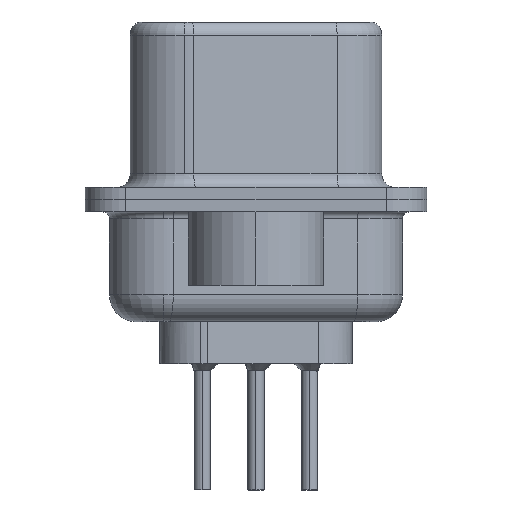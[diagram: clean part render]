
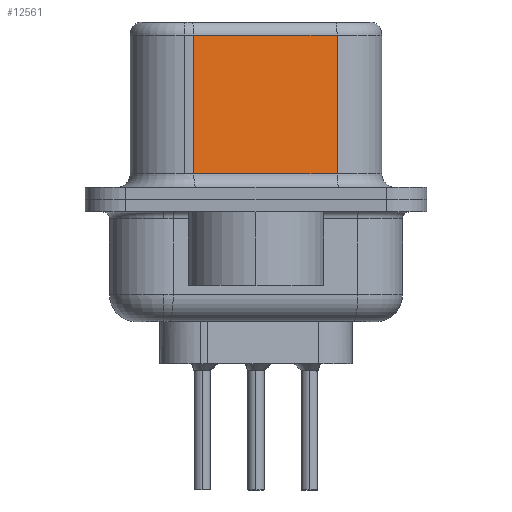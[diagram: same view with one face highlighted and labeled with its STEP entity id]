
A CAD part, left-side view. The second image highlights one B-rep face of the part: STEP entity #12561.
In plain terms, the highlighted planar face has unit normal (-0.985, -0.174, 0).
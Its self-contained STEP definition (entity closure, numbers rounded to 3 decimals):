
#53 = FACE_OUTER_BOUND ( 'NONE', #19424, .T. ) ;
#66 = EDGE_CURVE ( 'NONE', #20220, #18041, #6768, .T. ) ;
#2429 = DIRECTION ( 'NONE',  ( -0.174, 0.985, 0. ) ) ;
#3297 = ORIENTED_EDGE ( 'NONE', *, *, #16603, .T. ) ;
#4685 = CARTESIAN_POINT ( 'NONE',  ( 4.546, -2.987, 6.57 ) ) ;
#6768 = LINE ( 'NONE', #4685, #10905 ) ;
#6812 = CARTESIAN_POINT ( 'NONE',  ( 3.615, 2.293, 6.07 ) ) ;
#7600 = AXIS2_PLACEMENT_3D ( 'NONE', #14873, #8578, #2429 ) ;
#7642 = EDGE_CURVE ( 'NONE', #12927, #21731, #22269, .T. ) ;
#8295 = PLANE ( 'NONE',  #7600 ) ;
#8578 = DIRECTION ( 'NONE',  ( 0.985, 0.174, 0. ) ) ;
#8598 = CARTESIAN_POINT ( 'NONE',  ( 4.546, -2.987, 0.95 ) ) ;
#9351 = DIRECTION ( 'NONE',  ( 0., 0., -1. ) ) ;
#9979 = EDGE_CURVE ( 'NONE', #20220, #12927, #15238, .T. ) ;
#10878 = ORIENTED_EDGE ( 'NONE', *, *, #9979, .T. ) ;
#10905 = VECTOR ( 'NONE', #13223, 1000. ) ;
#12561 = ADVANCED_FACE ( 'NONE', ( #53 ), #8295, .F. ) ;
#12927 = VERTEX_POINT ( 'NONE', #6812 ) ;
#13081 = LINE ( 'NONE', #8598, #14971 ) ;
#13223 = DIRECTION ( 'NONE',  ( 0., 0., -1. ) ) ;
#14873 = CARTESIAN_POINT ( 'NONE',  ( 4.546, -2.987, 6.57 ) ) ;
#14971 = VECTOR ( 'NONE', #17104, 1000. ) ;
#15238 = LINE ( 'NONE', #16902, #24015 ) ;
#15611 = CARTESIAN_POINT ( 'NONE',  ( 3.615, 2.293, 0.95 ) ) ;
#16603 = EDGE_CURVE ( 'NONE', #21731, #18041, #13081, .T. ) ;
#16902 = CARTESIAN_POINT ( 'NONE',  ( 4.546, -2.987, 6.07 ) ) ;
#17104 = DIRECTION ( 'NONE',  ( 0.174, -0.985, 0. ) ) ;
#18041 = VERTEX_POINT ( 'NONE', #22200 ) ;
#18111 = CARTESIAN_POINT ( 'NONE',  ( 4.546, -2.987, 6.07 ) ) ;
#19424 = EDGE_LOOP ( 'NONE', ( #19604, #10878, #24558, #3297 ) ) ;
#19604 = ORIENTED_EDGE ( 'NONE', *, *, #66, .F. ) ;
#20220 = VERTEX_POINT ( 'NONE', #18111 ) ;
#21181 = DIRECTION ( 'NONE',  ( -0.174, 0.985, 0. ) ) ;
#21731 = VERTEX_POINT ( 'NONE', #15611 ) ;
#22131 = CARTESIAN_POINT ( 'NONE',  ( 3.615, 2.293, 6.57 ) ) ;
#22200 = CARTESIAN_POINT ( 'NONE',  ( 4.546, -2.987, 0.95 ) ) ;
#22269 = LINE ( 'NONE', #22131, #23927 ) ;
#23927 = VECTOR ( 'NONE', #9351, 1000. ) ;
#24015 = VECTOR ( 'NONE', #21181, 1000. ) ;
#24558 = ORIENTED_EDGE ( 'NONE', *, *, #7642, .T. ) ;
